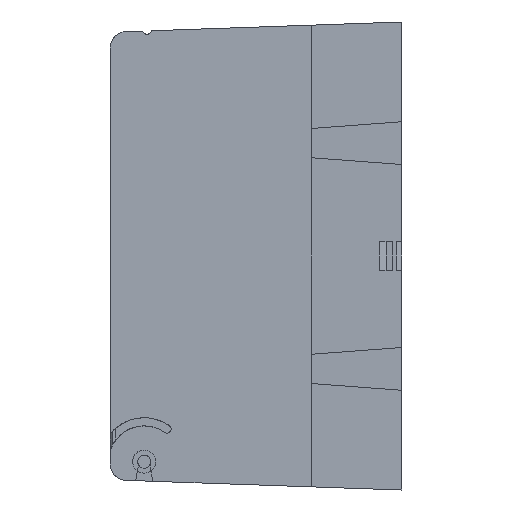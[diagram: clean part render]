
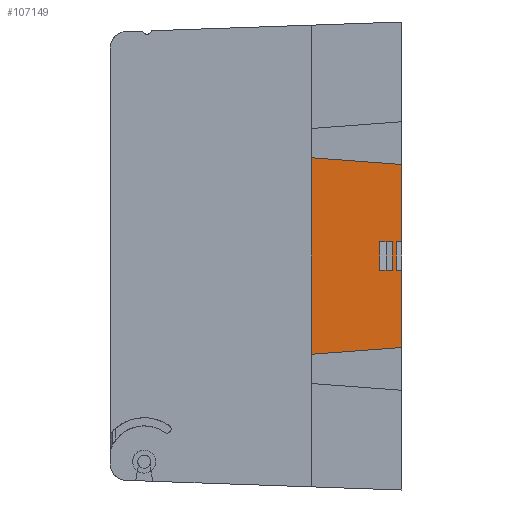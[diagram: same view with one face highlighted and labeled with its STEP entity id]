
A CAD part, left-side view. The second image highlights one B-rep face of the part: STEP entity #107149.
In plain terms, the highlighted planar face has unit normal (-1, 0, 0).
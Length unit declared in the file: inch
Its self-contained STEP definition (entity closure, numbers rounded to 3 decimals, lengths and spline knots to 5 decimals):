
#1166 = VECTOR ( 'NONE', #49820, 39.37008 ) ;
#2006 = VECTOR ( 'NONE', #28346, 39.37008 ) ;
#2281 = CARTESIAN_POINT ( 'NONE',  ( -6.525, -1.355, 6.44233 ) ) ;
#8851 = VERTEX_POINT ( 'NONE', #44815 ) ;
#11772 = CARTESIAN_POINT ( 'NONE',  ( -6.525, -0.255, -1.19653 ) ) ;
#12620 = LINE ( 'NONE', #2281, #110933 ) ;
#13287 = LINE ( 'NONE', #131579, #111637 ) ;
#14511 = EDGE_CURVE ( 'NONE', #116186, #40293, #143611, .T. ) ;
#17607 = VERTEX_POINT ( 'NONE', #57677 ) ;
#19462 = CARTESIAN_POINT ( 'NONE',  ( -6.525, -1.355, 6.44233 ) ) ;
#20943 = EDGE_CURVE ( 'NONE', #65665, #65145, #70291, .T. ) ;
#21564 = VERTEX_POINT ( 'NONE', #120096 ) ;
#25139 = DIRECTION ( 'NONE',  ( 0., 0., 1. ) ) ;
#27043 = FACE_OUTER_BOUND ( 'NONE', #147174, .T. ) ;
#28346 = DIRECTION ( 'NONE',  ( 0., 0., 1. ) ) ;
#29230 = DIRECTION ( 'NONE',  ( 0., 0., -1. ) ) ;
#30029 = EDGE_CURVE ( 'NONE', #116186, #114012, #13287, .T. ) ;
#31400 = ORIENTED_EDGE ( 'NONE', *, *, #67347, .F. ) ;
#32407 = DIRECTION ( 'NONE',  ( 0., 0., -1. ) ) ;
#32990 = ORIENTED_EDGE ( 'NONE', *, *, #122141, .T. ) ;
#35573 = ORIENTED_EDGE ( 'NONE', *, *, #142783, .F. ) ;
#36154 = ORIENTED_EDGE ( 'NONE', *, *, #65646, .T. ) ;
#36721 = DIRECTION ( 'NONE',  ( 0., 0., 1. ) ) ;
#39513 = VERTEX_POINT ( 'NONE', #123020 ) ;
#40293 = VERTEX_POINT ( 'NONE', #103592 ) ;
#44815 = CARTESIAN_POINT ( 'NONE',  ( -6.525, -1.355, 0.175 ) ) ;
#48186 = EDGE_CURVE ( 'NONE', #40293, #8851, #74717, .T. ) ;
#49820 = DIRECTION ( 'NONE',  ( 0., -1., 0. ) ) ;
#52577 = VERTEX_POINT ( 'NONE', #11772 ) ;
#55925 = DIRECTION ( 'NONE',  ( 0., -1., 0. ) ) ;
#56157 = VECTOR ( 'NONE', #143685, 39.37008 ) ;
#56274 = EDGE_CURVE ( 'NONE', #163945, #39513, #90208, .T. ) ;
#57677 = CARTESIAN_POINT ( 'NONE',  ( -6.525, -1.24, 0.175 ) ) ;
#59291 = CARTESIAN_POINT ( 'NONE',  ( -6.525, -1.29, -0.175 ) ) ;
#59552 = CARTESIAN_POINT ( 'NONE',  ( -6.525, -1.355, -0.175 ) ) ;
#60150 = CARTESIAN_POINT ( 'NONE',  ( -6.525, -1.08706, -0.175 ) ) ;
#61310 = LINE ( 'NONE', #87077, #125579 ) ;
#63253 = ORIENTED_EDGE ( 'NONE', *, *, #109532, .T. ) ;
#65145 = VERTEX_POINT ( 'NONE', #70487 ) ;
#65646 = EDGE_CURVE ( 'NONE', #65145, #17607, #93410, .T. ) ;
#65665 = VERTEX_POINT ( 'NONE', #60150 ) ;
#67347 = EDGE_CURVE ( 'NONE', #21564, #17607, #73312, .T. ) ;
#68965 = CARTESIAN_POINT ( 'NONE',  ( -6.525, -0.255, 6.44233 ) ) ;
#70177 = CARTESIAN_POINT ( 'NONE',  ( -6.525, -0.255, 1.19653 ) ) ;
#70291 = LINE ( 'NONE', #92233, #2006 ) ;
#70487 = CARTESIAN_POINT ( 'NONE',  ( -6.525, -1.08706, 0.175 ) ) ;
#73312 = LINE ( 'NONE', #138246, #137532 ) ;
#74717 = LINE ( 'NONE', #118708, #138959 ) ;
#75378 = VECTOR ( 'NONE', #25139, 39.37008 ) ;
#80507 = DIRECTION ( 'NONE',  ( 0., -1., 0. ) ) ;
#84287 = DIRECTION ( 'NONE',  ( 0., -1., 0. ) ) ;
#84837 = CARTESIAN_POINT ( 'NONE',  ( -6.525, -1.24, 0.175 ) ) ;
#87077 = CARTESIAN_POINT ( 'NONE',  ( -6.525, -1.91206, -1.07371 ) ) ;
#87912 = DIRECTION ( 'NONE',  ( 0., 0., -1. ) ) ;
#87954 = CARTESIAN_POINT ( 'NONE',  ( -6.525, -1.24, -0.175 ) ) ;
#89107 = VERTEX_POINT ( 'NONE', #89338 ) ;
#89338 = CARTESIAN_POINT ( 'NONE',  ( -6.525, -1.355, -1.115 ) ) ;
#89428 = VECTOR ( 'NONE', #84287, 39.37008 ) ;
#90208 = LINE ( 'NONE', #130854, #56157 ) ;
#90483 = LINE ( 'NONE', #68965, #124720 ) ;
#92233 = CARTESIAN_POINT ( 'NONE',  ( -6.525, -1.08706, -0.175 ) ) ;
#93410 = LINE ( 'NONE', #84837, #89428 ) ;
#97879 = LINE ( 'NONE', #138954, #162114 ) ;
#99926 = DIRECTION ( 'NONE',  ( 0., -0.997, 0.074 ) ) ;
#102505 = ORIENTED_EDGE ( 'NONE', *, *, #117464, .F. ) ;
#103233 = ORIENTED_EDGE ( 'NONE', *, *, #155271, .F. ) ;
#103592 = CARTESIAN_POINT ( 'NONE',  ( -6.525, -1.29, 0.175 ) ) ;
#107149 = ADVANCED_FACE ( 'NONE', ( #27043, #125476 ), #121551, .F. ) ;
#109164 = DIRECTION ( 'NONE',  ( 1., 0., 0. ) ) ;
#109532 = EDGE_CURVE ( 'NONE', #163945, #52577, #90483, .T. ) ;
#110933 = VECTOR ( 'NONE', #29230, 39.37008 ) ;
#111637 = VECTOR ( 'NONE', #80507, 39.37008 ) ;
#113275 = ORIENTED_EDGE ( 'NONE', *, *, #48186, .T. ) ;
#114012 = VERTEX_POINT ( 'NONE', #59552 ) ;
#114344 = CARTESIAN_POINT ( 'NONE',  ( -6.525, -1.29, -0.175 ) ) ;
#116186 = VERTEX_POINT ( 'NONE', #59291 ) ;
#117464 = EDGE_CURVE ( 'NONE', #114012, #89107, #97879, .T. ) ;
#118708 = CARTESIAN_POINT ( 'NONE',  ( -6.525, -1.355, 0.175 ) ) ;
#119925 = EDGE_LOOP ( 'NONE', ( #35573, #124215, #36154, #31400 ) ) ;
#120096 = CARTESIAN_POINT ( 'NONE',  ( -6.525, -1.24, -0.175 ) ) ;
#121551 = PLANE ( 'NONE',  #166014 ) ;
#122141 = EDGE_CURVE ( 'NONE', #52577, #89107, #61310, .T. ) ;
#123020 = CARTESIAN_POINT ( 'NONE',  ( -6.525, -1.355, 1.115 ) ) ;
#124215 = ORIENTED_EDGE ( 'NONE', *, *, #20943, .T. ) ;
#124720 = VECTOR ( 'NONE', #145760, 39.37008 ) ;
#125476 = FACE_BOUND ( 'NONE', #119925, .T. ) ;
#125579 = VECTOR ( 'NONE', #99926, 39.37008 ) ;
#130854 = CARTESIAN_POINT ( 'NONE',  ( -6.525, -1.355, 1.115 ) ) ;
#131579 = CARTESIAN_POINT ( 'NONE',  ( -6.525, -1.355, -0.175 ) ) ;
#137532 = VECTOR ( 'NONE', #36721, 39.37008 ) ;
#137713 = LINE ( 'NONE', #87954, #1166 ) ;
#138246 = CARTESIAN_POINT ( 'NONE',  ( -6.525, -1.24, -0.175 ) ) ;
#138954 = CARTESIAN_POINT ( 'NONE',  ( -6.525, -1.355, 6.44233 ) ) ;
#138959 = VECTOR ( 'NONE', #55925, 39.37008 ) ;
#142783 = EDGE_CURVE ( 'NONE', #65665, #21564, #137713, .T. ) ;
#143611 = LINE ( 'NONE', #114344, #75378 ) ;
#143685 = DIRECTION ( 'NONE',  ( 0., -0.997, -0.074 ) ) ;
#145760 = DIRECTION ( 'NONE',  ( 0., 0., -1. ) ) ;
#147174 = EDGE_LOOP ( 'NONE', ( #102505, #164573, #160707, #113275, #103233, #160593, #63253, #32990 ) ) ;
#155271 = EDGE_CURVE ( 'NONE', #39513, #8851, #12620, .T. ) ;
#160593 = ORIENTED_EDGE ( 'NONE', *, *, #56274, .F. ) ;
#160707 = ORIENTED_EDGE ( 'NONE', *, *, #14511, .T. ) ;
#162114 = VECTOR ( 'NONE', #87912, 39.37008 ) ;
#163945 = VERTEX_POINT ( 'NONE', #70177 ) ;
#164573 = ORIENTED_EDGE ( 'NONE', *, *, #30029, .F. ) ;
#166014 = AXIS2_PLACEMENT_3D ( 'NONE', #19462, #109164, #32407 ) ;
